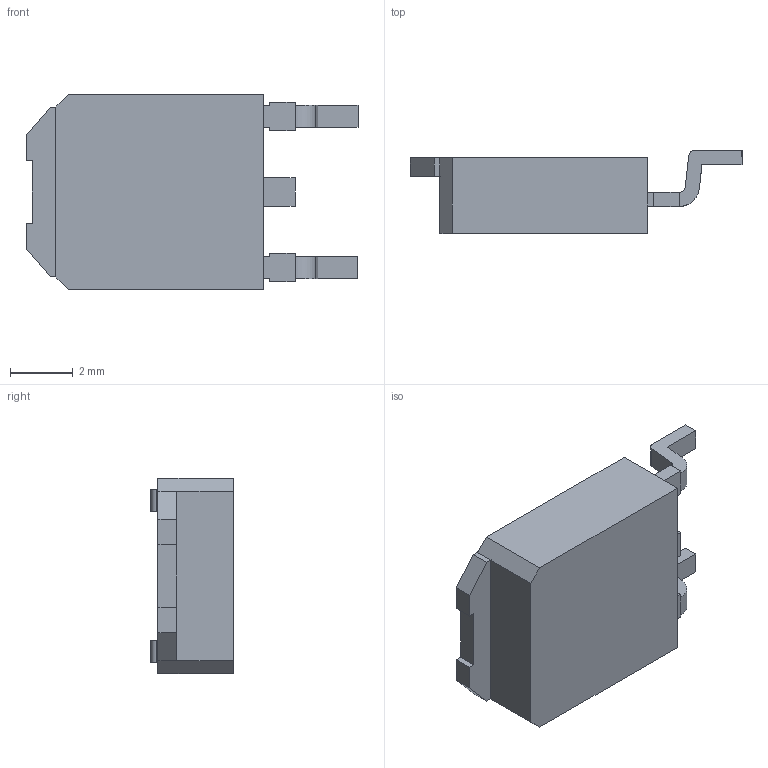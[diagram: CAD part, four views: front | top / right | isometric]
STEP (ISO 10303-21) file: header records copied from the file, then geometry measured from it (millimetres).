
FILE_DESCRIPTION (( 'STEP AP214' ), '1' );
FILE_NAME ('MJD32CT4-A.STEP', '2023-02-18T07:45:49', ( '' ), ( '' ), 'SwSTEP 2.0', 'SolidWorks 2019', '' );
FILE_SCHEMA (( 'AUTOMOTIVE_DESIGN' ));
Length unit declared in the file: millimetre
Products named in the file (1): MJD32CT4-A
Bounding box: 10.55 x 2.63 x 6.2 mm (x, y, z)
Volume: 103.3 mm3; surface area: 238.3 mm2
Topology: 5 solids, 5 shells, 91 faces, 230 edges, 150 vertices
Faces by surface type: plane 79, cylinder 12
Entity records: 3521 total; most frequent: CARTESIAN_POINT 472, ORIENTED_EDGE 460, DIRECTION 438, EDGE_CURVE 230, VECTOR 206, LINE 206, VERTEX_POINT 150, AXIS2_PLACEMENT_3D 116
